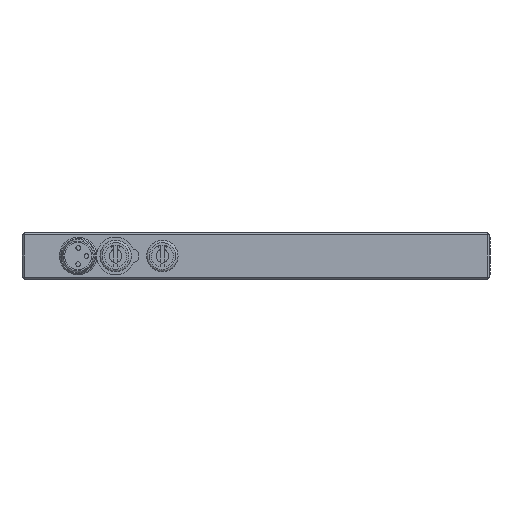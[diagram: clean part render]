
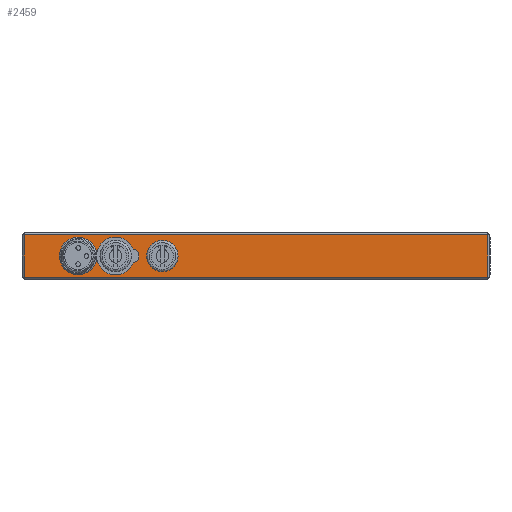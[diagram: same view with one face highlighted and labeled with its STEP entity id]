
A CAD part, left-side view. The second image highlights one B-rep face of the part: STEP entity #2459.
In plain terms, the highlighted planar face has unit normal (-1, 0, 0).
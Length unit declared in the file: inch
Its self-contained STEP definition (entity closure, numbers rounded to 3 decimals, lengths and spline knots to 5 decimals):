
#170 = CARTESIAN_POINT ( 'NONE',  ( -2.06693, -1.94882, -0.17717 ) ) ;
#175 = DIRECTION ( 'NONE',  ( 0., 0., 1. ) ) ;
#204 = AXIS2_PLACEMENT_3D ( 'NONE', #2263, #266, #3831 ) ;
#266 = DIRECTION ( 'NONE',  ( 1., 0., 0. ) ) ;
#424 = CARTESIAN_POINT ( 'NONE',  ( -2.06693, 1.03236, -0.05745 ) ) ;
#465 = CIRCLE ( 'NONE', #204, 0.05906 ) ;
#552 = EDGE_CURVE ( 'NONE', #1450, #1299, #3900, .T. ) ;
#631 = VERTEX_POINT ( 'NONE', #1345 ) ;
#691 = DIRECTION ( 'NONE',  ( 1., 0., 0. ) ) ;
#727 = DIRECTION ( 'NONE',  ( 0., 0., -1. ) ) ;
#730 = CARTESIAN_POINT ( 'NONE',  ( -2.06693, -1.94882, 0.19685 ) ) ;
#840 = EDGE_LOOP ( 'NONE', ( #2531 ) ) ;
#849 = DIRECTION ( 'NONE',  ( -1., 0., 0. ) ) ;
#871 = VERTEX_POINT ( 'NONE', #2517 ) ;
#900 = DIRECTION ( 'NONE',  ( 1., 0., 0. ) ) ;
#958 = DIRECTION ( 'NONE',  ( 0., 1., 0. ) ) ;
#965 = LINE ( 'NONE', #1179, #2190 ) ;
#1017 = AXIS2_PLACEMENT_3D ( 'NONE', #2368, #691, #727 ) ;
#1019 = CARTESIAN_POINT ( 'NONE',  ( -2.06693, -1.94882, 0.17717 ) ) ;
#1088 = ORIENTED_EDGE ( 'NONE', *, *, #4002, .T. ) ;
#1109 = AXIS2_PLACEMENT_3D ( 'NONE', #4123, #900, #2864 ) ;
#1179 = CARTESIAN_POINT ( 'NONE',  ( -2.06693, 0.98425, -0.17717 ) ) ;
#1180 = EDGE_CURVE ( 'NONE', #1299, #2018, #3152, .T. ) ;
#1223 = DIRECTION ( 'NONE',  ( 0., -1., 0. ) ) ;
#1247 = ORIENTED_EDGE ( 'NONE', *, *, #2664, .T. ) ;
#1299 = VERTEX_POINT ( 'NONE', #1019 ) ;
#1306 = ORIENTED_EDGE ( 'NONE', *, *, #552, .T. ) ;
#1312 = CIRCLE ( 'NONE', #1109, 0.15945 ) ;
#1330 = LINE ( 'NONE', #2319, #2025 ) ;
#1345 = CARTESIAN_POINT ( 'NONE',  ( -2.06693, 1.94882, -0.17717 ) ) ;
#1375 = FACE_BOUND ( 'NONE', #840, .T. ) ;
#1383 = VERTEX_POINT ( 'NONE', #1853 ) ;
#1418 = CIRCLE ( 'NONE', #1017, 0.13189 ) ;
#1450 = VERTEX_POINT ( 'NONE', #170 ) ;
#1543 = DIRECTION ( 'NONE',  ( 1., 0., 0. ) ) ;
#1797 = EDGE_LOOP ( 'NONE', ( #3008, #1306, #3593, #1247 ) ) ;
#1810 = FACE_OUTER_BOUND ( 'NONE', #1797, .T. ) ;
#1853 = CARTESIAN_POINT ( 'NONE',  ( -2.06693, 1.03285, 0.05871 ) ) ;
#1869 = EDGE_LOOP ( 'NONE', ( #3645, #1088 ) ) ;
#1878 = CARTESIAN_POINT ( 'NONE',  ( -2.06693, 0.7874, -0.13189 ) ) ;
#2018 = VERTEX_POINT ( 'NONE', #3597 ) ;
#2025 = VECTOR ( 'NONE', #3904, 39.37008 ) ;
#2030 = ORIENTED_EDGE ( 'NONE', *, *, #3132, .T. ) ;
#2190 = VECTOR ( 'NONE', #2490, 39.37008 ) ;
#2220 = CARTESIAN_POINT ( 'NONE',  ( -2.06693, 1.9685, 0.17717 ) ) ;
#2250 = EDGE_CURVE ( 'NONE', #1383, #4176, #465, .T. ) ;
#2263 = CARTESIAN_POINT ( 'NONE',  ( -2.06693, 1.04331, 0.00058 ) ) ;
#2319 = CARTESIAN_POINT ( 'NONE',  ( -2.06693, 1.94882, 0.19685 ) ) ;
#2368 = CARTESIAN_POINT ( 'NONE',  ( -2.06693, 0.7874, 0. ) ) ;
#2394 = DIRECTION ( 'NONE',  ( 0., 0., 1. ) ) ;
#2449 = PLANE ( 'NONE',  #3785 ) ;
#2459 = ADVANCED_FACE ( 'NONE', ( #2622, #1375, #3590, #1810 ), #2449, .T. ) ;
#2471 = VECTOR ( 'NONE', #958, 39.37008 ) ;
#2490 = DIRECTION ( 'NONE',  ( 0., 1., 0. ) ) ;
#2517 = CARTESIAN_POINT ( 'NONE',  ( -2.06693, 1.36417, 0. ) ) ;
#2531 = ORIENTED_EDGE ( 'NONE', *, *, #3231, .T. ) ;
#2622 = FACE_BOUND ( 'NONE', #1869, .T. ) ;
#2657 = VECTOR ( 'NONE', #2394, 39.37008 ) ;
#2664 = EDGE_CURVE ( 'NONE', #2018, #631, #1330, .T. ) ;
#2721 = AXIS2_PLACEMENT_3D ( 'NONE', #3801, #1543, #1223 ) ;
#2830 = EDGE_LOOP ( 'NONE', ( #2030 ) ) ;
#2864 = DIRECTION ( 'NONE',  ( 0., 0., -1. ) ) ;
#3008 = ORIENTED_EDGE ( 'NONE', *, *, #3594, .F. ) ;
#3102 = CARTESIAN_POINT ( 'NONE',  ( -2.06693, 1.9685, 0.19685 ) ) ;
#3132 = EDGE_CURVE ( 'NONE', #871, #871, #3662, .T. ) ;
#3152 = LINE ( 'NONE', #2220, #2471 ) ;
#3231 = EDGE_CURVE ( 'NONE', #3863, #3863, #1418, .T. ) ;
#3590 = FACE_BOUND ( 'NONE', #2830, .T. ) ;
#3593 = ORIENTED_EDGE ( 'NONE', *, *, #1180, .T. ) ;
#3594 = EDGE_CURVE ( 'NONE', #1450, #631, #965, .T. ) ;
#3597 = CARTESIAN_POINT ( 'NONE',  ( -2.06693, 1.94882, 0.17717 ) ) ;
#3645 = ORIENTED_EDGE ( 'NONE', *, *, #2250, .T. ) ;
#3662 = CIRCLE ( 'NONE', #2721, 0.13189 ) ;
#3785 = AXIS2_PLACEMENT_3D ( 'NONE', #3102, #849, #175 ) ;
#3801 = CARTESIAN_POINT ( 'NONE',  ( -2.06693, 1.49606, 0. ) ) ;
#3831 = DIRECTION ( 'NONE',  ( 0., 0., -1. ) ) ;
#3863 = VERTEX_POINT ( 'NONE', #1878 ) ;
#3900 = LINE ( 'NONE', #730, #2657 ) ;
#3904 = DIRECTION ( 'NONE',  ( 0., 0., -1. ) ) ;
#4002 = EDGE_CURVE ( 'NONE', #4176, #1383, #1312, .T. ) ;
#4123 = CARTESIAN_POINT ( 'NONE',  ( -2.06693, 1.1811, 0. ) ) ;
#4176 = VERTEX_POINT ( 'NONE', #424 ) ;
